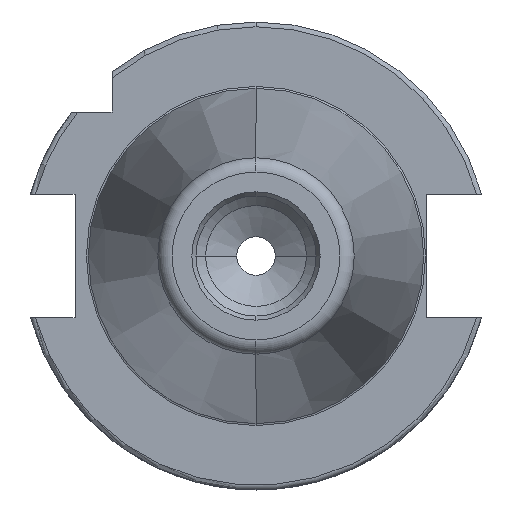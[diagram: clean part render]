
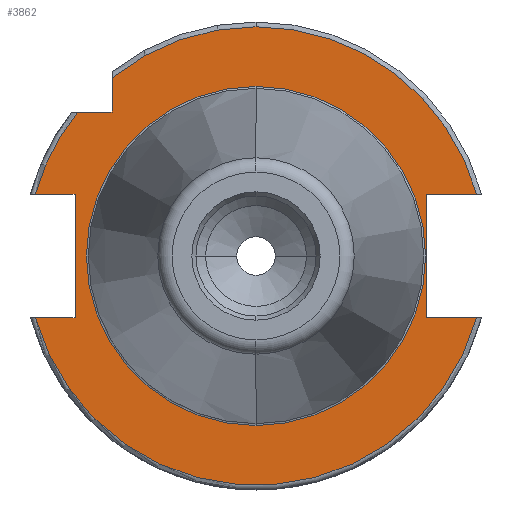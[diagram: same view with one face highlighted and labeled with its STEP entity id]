
A CAD part, left-side view. The second image highlights one B-rep face of the part: STEP entity #3862.
In plain terms, the highlighted planar face has unit normal (-1, 0, 0).
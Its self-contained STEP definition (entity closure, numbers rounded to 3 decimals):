
#66 = VERTEX_POINT ( 'NONE', #1861 ) ;
#69 = DIRECTION ( 'NONE',  ( 0., -1., 0. ) ) ;
#184 = VERTEX_POINT ( 'NONE', #3880 ) ;
#209 = DIRECTION ( 'NONE',  ( -1., 0., 0. ) ) ;
#234 = EDGE_CURVE ( 'NONE', #184, #754, #3927, .T. ) ;
#258 = EDGE_CURVE ( 'NONE', #773, #554, #1167, .T. ) ;
#262 = ORIENTED_EDGE ( 'NONE', *, *, #234, .F. ) ;
#281 = ORIENTED_EDGE ( 'NONE', *, *, #2701, .T. ) ;
#424 = CIRCLE ( 'NONE', #3706, 47.75 ) ;
#461 = VERTEX_POINT ( 'NONE', #2554 ) ;
#489 = DIRECTION ( 'NONE',  ( 0., -1., 0. ) ) ;
#522 = DIRECTION ( 'NONE',  ( 0., -1., 0. ) ) ;
#533 = CARTESIAN_POINT ( 'NONE',  ( 3.2, 0., 0. ) ) ;
#553 = EDGE_CURVE ( 'NONE', #461, #2181, #1641, .T. ) ;
#554 = VERTEX_POINT ( 'NONE', #2307 ) ;
#555 = FACE_OUTER_BOUND ( 'NONE', #1020, .T. ) ;
#572 = DIRECTION ( 'NONE',  ( 0., -1., 0. ) ) ;
#595 = CARTESIAN_POINT ( 'NONE',  ( 3.2, -12.85, 45.988 ) ) ;
#644 = EDGE_CURVE ( 'NONE', #1500, #66, #2623, .T. ) ;
#672 = EDGE_CURVE ( 'NONE', #1273, #3791, #2985, .T. ) ;
#748 = VECTOR ( 'NONE', #1281, 1000. ) ;
#754 = VERTEX_POINT ( 'NONE', #1681 ) ;
#770 = CARTESIAN_POINT ( 'NONE',  ( 3.2, 12.85, -45.988 ) ) ;
#773 = VERTEX_POINT ( 'NONE', #4033 ) ;
#783 = AXIS2_PLACEMENT_3D ( 'NONE', #2290, #4285, #2337 ) ;
#827 = DIRECTION ( 'NONE',  ( -1., 0., 0. ) ) ;
#857 = DIRECTION ( 'NONE',  ( 0., 0., -1. ) ) ;
#875 = CARTESIAN_POINT ( 'NONE',  ( 3.2, 12.85, -35.5 ) ) ;
#918 = ORIENTED_EDGE ( 'NONE', *, *, #258, .F. ) ;
#937 = AXIS2_PLACEMENT_3D ( 'NONE', #1869, #827, #2525 ) ;
#964 = VECTOR ( 'NONE', #4239, 1000. ) ;
#971 = PLANE ( 'NONE',  #783 ) ;
#990 = CIRCLE ( 'NONE', #2124, 35.325 ) ;
#1020 = EDGE_LOOP ( 'NONE', ( #1733, #281, #1298, #3863, #1179, #1587, #262, #2402, #1903, #2311, #2288, #1169 ) ) ;
#1060 = AXIS2_PLACEMENT_3D ( 'NONE', #4261, #4193, #1446 ) ;
#1167 = CIRCLE ( 'NONE', #4251, 35.325 ) ;
#1169 = ORIENTED_EDGE ( 'NONE', *, *, #1292, .T. ) ;
#1179 = ORIENTED_EDGE ( 'NONE', *, *, #2155, .T. ) ;
#1204 = DIRECTION ( 'NONE',  ( -1., 0., 0. ) ) ;
#1249 = DIRECTION ( 'NONE',  ( -1., 0., 0. ) ) ;
#1273 = VERTEX_POINT ( 'NONE', #1553 ) ;
#1281 = DIRECTION ( 'NONE',  ( 0., 0., -1. ) ) ;
#1289 = DIRECTION ( 'NONE',  ( 0., -1., 0. ) ) ;
#1292 = EDGE_CURVE ( 'NONE', #3293, #3791, #3883, .T. ) ;
#1298 = ORIENTED_EDGE ( 'NONE', *, *, #644, .T. ) ;
#1446 = DIRECTION ( 'NONE',  ( 0., -1., 0. ) ) ;
#1500 = VERTEX_POINT ( 'NONE', #2673 ) ;
#1553 = CARTESIAN_POINT ( 'NONE',  ( 3.2, 12.85, -35.5 ) ) ;
#1565 = VERTEX_POINT ( 'NONE', #3384 ) ;
#1587 = ORIENTED_EDGE ( 'NONE', *, *, #3875, .F. ) ;
#1609 = LINE ( 'NONE', #2543, #1635 ) ;
#1626 = CARTESIAN_POINT ( 'NONE',  ( 3.2, -30., 30. ) ) ;
#1635 = VECTOR ( 'NONE', #4339, 1000. ) ;
#1641 = LINE ( 'NONE', #3660, #4240 ) ;
#1681 = CARTESIAN_POINT ( 'NONE',  ( 3.2, -30., 30. ) ) ;
#1733 = ORIENTED_EDGE ( 'NONE', *, *, #672, .F. ) ;
#1861 = CARTESIAN_POINT ( 'NONE',  ( 3.2, -12.85, -45.988 ) ) ;
#1865 = VERTEX_POINT ( 'NONE', #3316 ) ;
#1869 = CARTESIAN_POINT ( 'NONE',  ( 3.2, 0., 0. ) ) ;
#1888 = VERTEX_POINT ( 'NONE', #1951 ) ;
#1899 = DIRECTION ( 'NONE',  ( 0., 0., 1. ) ) ;
#1903 = ORIENTED_EDGE ( 'NONE', *, *, #553, .F. ) ;
#1951 = CARTESIAN_POINT ( 'NONE',  ( 3.2, 12.85, 37.7 ) ) ;
#2106 = CARTESIAN_POINT ( 'NONE',  ( 3.2, -30., 38.426 ) ) ;
#2124 = AXIS2_PLACEMENT_3D ( 'NONE', #3962, #1204, #572 ) ;
#2155 = EDGE_CURVE ( 'NONE', #1565, #1865, #424, .T. ) ;
#2161 = CARTESIAN_POINT ( 'NONE',  ( 3.2, 12.85, 37.7 ) ) ;
#2181 = VERTEX_POINT ( 'NONE', #595 ) ;
#2265 = VECTOR ( 'NONE', #69, 1000. ) ;
#2288 = ORIENTED_EDGE ( 'NONE', *, *, #3491, .T. ) ;
#2290 = CARTESIAN_POINT ( 'NONE',  ( 3.2, 35.325, 0. ) ) ;
#2293 = CIRCLE ( 'NONE', #937, 47.75 ) ;
#2307 = CARTESIAN_POINT ( 'NONE',  ( 3.2, 35.325, 0. ) ) ;
#2311 = ORIENTED_EDGE ( 'NONE', *, *, #2372, .F. ) ;
#2337 = DIRECTION ( 'NONE',  ( 0., 1., 0. ) ) ;
#2359 = CIRCLE ( 'NONE', #1060, 47.75 ) ;
#2372 = EDGE_CURVE ( 'NONE', #1888, #461, #3057, .T. ) ;
#2402 = ORIENTED_EDGE ( 'NONE', *, *, #4372, .T. ) ;
#2500 = CARTESIAN_POINT ( 'NONE',  ( 3.2, 0., 0. ) ) ;
#2502 = VECTOR ( 'NONE', #1289, 1000. ) ;
#2525 = DIRECTION ( 'NONE',  ( 0., -1., 0. ) ) ;
#2543 = CARTESIAN_POINT ( 'NONE',  ( 3.2, 12.85, -35.5 ) ) ;
#2554 = CARTESIAN_POINT ( 'NONE',  ( 3.2, -12.85, 37.7 ) ) ;
#2623 = LINE ( 'NONE', #2667, #3890 ) ;
#2667 = CARTESIAN_POINT ( 'NONE',  ( 3.2, -12.85, -35.5 ) ) ;
#2673 = CARTESIAN_POINT ( 'NONE',  ( 3.2, -12.85, -35.5 ) ) ;
#2701 = EDGE_CURVE ( 'NONE', #1273, #1500, #1609, .T. ) ;
#2713 = VECTOR ( 'NONE', #3211, 1000. ) ;
#2957 = EDGE_LOOP ( 'NONE', ( #918, #3352 ) ) ;
#2985 = LINE ( 'NONE', #875, #748 ) ;
#3011 = FACE_BOUND ( 'NONE', #2957, .T. ) ;
#3029 = AXIS2_PLACEMENT_3D ( 'NONE', #2500, #3226, #489 ) ;
#3057 = LINE ( 'NONE', #4072, #2265 ) ;
#3145 = LINE ( 'NONE', #2161, #2713 ) ;
#3211 = DIRECTION ( 'NONE',  ( 0., 0., 1. ) ) ;
#3226 = DIRECTION ( 'NONE',  ( -1., 0., 0. ) ) ;
#3252 = DIRECTION ( 'NONE',  ( 0., -1., 0. ) ) ;
#3293 = VERTEX_POINT ( 'NONE', #3415 ) ;
#3316 = CARTESIAN_POINT ( 'NONE',  ( 3.2, -37.149, 30. ) ) ;
#3352 = ORIENTED_EDGE ( 'NONE', *, *, #4149, .F. ) ;
#3384 = CARTESIAN_POINT ( 'NONE',  ( 3.2, -47.75, 0. ) ) ;
#3415 = CARTESIAN_POINT ( 'NONE',  ( 3.2, 12.85, 45.988 ) ) ;
#3491 = EDGE_CURVE ( 'NONE', #1888, #3293, #3145, .T. ) ;
#3660 = CARTESIAN_POINT ( 'NONE',  ( 3.2, -12.85, 37.7 ) ) ;
#3706 = AXIS2_PLACEMENT_3D ( 'NONE', #4375, #1249, #522 ) ;
#3746 = EDGE_CURVE ( 'NONE', #66, #1565, #2359, .T. ) ;
#3791 = VERTEX_POINT ( 'NONE', #770 ) ;
#3862 = ADVANCED_FACE ( 'NONE', ( #3011, #555 ), #971, .F. ) ;
#3863 = ORIENTED_EDGE ( 'NONE', *, *, #3746, .T. ) ;
#3875 = EDGE_CURVE ( 'NONE', #754, #1865, #4386, .T. ) ;
#3880 = CARTESIAN_POINT ( 'NONE',  ( 3.2, -30., 37.149 ) ) ;
#3883 = CIRCLE ( 'NONE', #3029, 47.75 ) ;
#3890 = VECTOR ( 'NONE', #857, 1000. ) ;
#3927 = LINE ( 'NONE', #2106, #964 ) ;
#3962 = CARTESIAN_POINT ( 'NONE',  ( 3.2, 0., 0. ) ) ;
#4033 = CARTESIAN_POINT ( 'NONE',  ( 3.2, -35.325, 0. ) ) ;
#4072 = CARTESIAN_POINT ( 'NONE',  ( 3.2, 12.85, 37.7 ) ) ;
#4149 = EDGE_CURVE ( 'NONE', #554, #773, #990, .T. ) ;
#4193 = DIRECTION ( 'NONE',  ( -1., 0., 0. ) ) ;
#4239 = DIRECTION ( 'NONE',  ( 0., 0., -1. ) ) ;
#4240 = VECTOR ( 'NONE', #1899, 1000. ) ;
#4251 = AXIS2_PLACEMENT_3D ( 'NONE', #533, #209, #3252 ) ;
#4261 = CARTESIAN_POINT ( 'NONE',  ( 3.2, 0., 0. ) ) ;
#4285 = DIRECTION ( 'NONE',  ( 1., 0., 0. ) ) ;
#4339 = DIRECTION ( 'NONE',  ( 0., -1., 0. ) ) ;
#4372 = EDGE_CURVE ( 'NONE', #184, #2181, #2293, .T. ) ;
#4375 = CARTESIAN_POINT ( 'NONE',  ( 3.2, 0., 0. ) ) ;
#4386 = LINE ( 'NONE', #1626, #2502 ) ;
